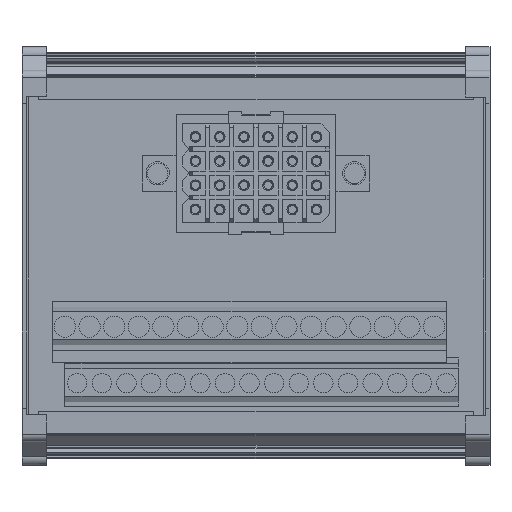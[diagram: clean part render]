
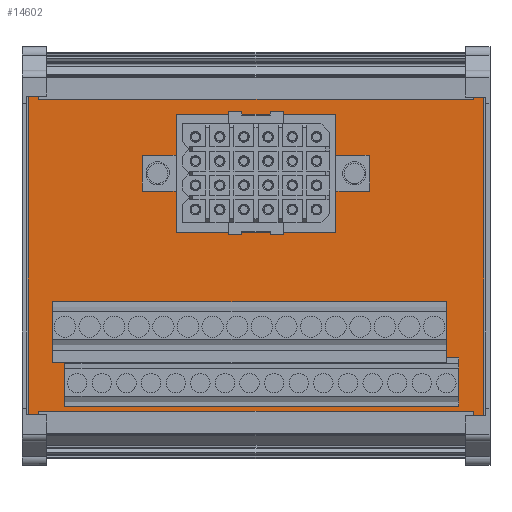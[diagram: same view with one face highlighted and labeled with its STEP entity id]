
A CAD part, top view. The second image highlights one B-rep face of the part: STEP entity #14602.
In plain terms, the highlighted planar face has unit normal (0, 0, 1).
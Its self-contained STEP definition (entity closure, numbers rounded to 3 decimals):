
#14430=AXIS2_PLACEMENT_3D('Plane Axis2P3D',#14427,#14428,#14429) ;
#14322=CARTESIAN_POINT('Vertex',(1.25,9.3,36.952)) ;
#14325=CARTESIAN_POINT('Line Origine',(1.25,43.3,36.952)) ;
#14329=CARTESIAN_POINT('Vertex',(1.25,77.3,36.952)) ;
#14359=CARTESIAN_POINT('Vertex',(95.36,9.3,36.952)) ;
#14362=CARTESIAN_POINT('Line Origine',(48.305,9.3,36.952)) ;
#14386=CARTESIAN_POINT('Vertex',(95.36,77.3,36.952)) ;
#14389=CARTESIAN_POINT('Line Origine',(95.36,43.3,36.952)) ;
#14412=CARTESIAN_POINT('Line Origine',(48.305,77.3,36.952)) ;
#14427=CARTESIAN_POINT('Axis2P3D Location',(1.25,9.3,36.952)) ;
#14438=CARTESIAN_POINT('Line Origine',(49.51,12.12,36.952)) ;
#14442=CARTESIAN_POINT('Vertex',(90.15,12.12,36.952)) ;
#14444=CARTESIAN_POINT('Vertex',(8.87,12.12,36.952)) ;
#14447=CARTESIAN_POINT('Line Origine',(8.87,16.62,36.952)) ;
#14451=CARTESIAN_POINT('Vertex',(8.87,21.12,36.952)) ;
#14454=CARTESIAN_POINT('Line Origine',(7.6,21.12,36.952)) ;
#14458=CARTESIAN_POINT('Vertex',(6.33,21.12,36.952)) ;
#14461=CARTESIAN_POINT('Line Origine',(6.33,27.42,36.952)) ;
#14465=CARTESIAN_POINT('Vertex',(6.33,33.72,36.952)) ;
#14468=CARTESIAN_POINT('Line Origine',(46.97,33.72,36.952)) ;
#14472=CARTESIAN_POINT('Vertex',(87.61,33.72,36.952)) ;
#14475=CARTESIAN_POINT('Line Origine',(87.61,27.92,36.952)) ;
#14479=CARTESIAN_POINT('Vertex',(87.61,22.12,36.952)) ;
#14482=CARTESIAN_POINT('Line Origine',(88.88,22.12,36.952)) ;
#14486=CARTESIAN_POINT('Vertex',(90.15,22.12,36.952)) ;
#14489=CARTESIAN_POINT('Line Origine',(90.15,17.12,36.952)) ;
#14504=CARTESIAN_POINT('Line Origine',(28.305,63.96,36.952)) ;
#14508=CARTESIAN_POINT('Vertex',(31.805,63.96,36.952)) ;
#14510=CARTESIAN_POINT('Vertex',(24.805,63.96,36.952)) ;
#14513=CARTESIAN_POINT('Line Origine',(31.805,68.21,36.952)) ;
#14517=CARTESIAN_POINT('Vertex',(31.805,72.46,36.952)) ;
#14520=CARTESIAN_POINT('Line Origine',(48.305,72.46,36.952)) ;
#14524=CARTESIAN_POINT('Vertex',(64.805,72.46,36.952)) ;
#14527=CARTESIAN_POINT('Line Origine',(64.805,68.21,36.952)) ;
#14531=CARTESIAN_POINT('Vertex',(64.805,63.96,36.952)) ;
#14534=CARTESIAN_POINT('Line Origine',(68.305,63.96,36.952)) ;
#14538=CARTESIAN_POINT('Vertex',(71.805,63.96,36.952)) ;
#14541=CARTESIAN_POINT('Line Origine',(71.805,60.26,36.952)) ;
#14545=CARTESIAN_POINT('Vertex',(71.805,56.56,36.952)) ;
#14548=CARTESIAN_POINT('Line Origine',(68.305,56.56,36.952)) ;
#14552=CARTESIAN_POINT('Vertex',(64.805,56.56,36.952)) ;
#14555=CARTESIAN_POINT('Line Origine',(64.805,52.31,36.952)) ;
#14559=CARTESIAN_POINT('Vertex',(64.805,48.06,36.952)) ;
#14562=CARTESIAN_POINT('Line Origine',(48.305,48.06,36.952)) ;
#14566=CARTESIAN_POINT('Vertex',(31.805,48.06,36.952)) ;
#14569=CARTESIAN_POINT('Line Origine',(31.805,52.31,36.952)) ;
#14573=CARTESIAN_POINT('Vertex',(31.805,56.56,36.952)) ;
#14576=CARTESIAN_POINT('Line Origine',(28.305,56.56,36.952)) ;
#14580=CARTESIAN_POINT('Vertex',(24.805,56.56,36.952)) ;
#14583=CARTESIAN_POINT('Line Origine',(24.805,60.26,36.952)) ;
#14326=DIRECTION('Vector Direction',(0.,-1.,0.)) ;
#14363=DIRECTION('Vector Direction',(1.,0.,0.)) ;
#14390=DIRECTION('Vector Direction',(0.,1.,0.)) ;
#14413=DIRECTION('Vector Direction',(-1.,0.,0.)) ;
#14428=DIRECTION('Axis2P3D Direction',(0.,0.,1.)) ;
#14429=DIRECTION('Axis2P3D XDirection',(0.,-1.,0.)) ;
#14439=DIRECTION('Vector Direction',(-1.,0.,0.)) ;
#14448=DIRECTION('Vector Direction',(0.,1.,0.)) ;
#14455=DIRECTION('Vector Direction',(-1.,0.,0.)) ;
#14462=DIRECTION('Vector Direction',(0.,1.,0.)) ;
#14469=DIRECTION('Vector Direction',(1.,0.,0.)) ;
#14476=DIRECTION('Vector Direction',(0.,-1.,0.)) ;
#14483=DIRECTION('Vector Direction',(1.,0.,0.)) ;
#14490=DIRECTION('Vector Direction',(0.,-1.,0.)) ;
#14505=DIRECTION('Vector Direction',(-1.,0.,0.)) ;
#14514=DIRECTION('Vector Direction',(0.,-1.,0.)) ;
#14521=DIRECTION('Vector Direction',(1.,0.,0.)) ;
#14528=DIRECTION('Vector Direction',(0.,1.,0.)) ;
#14535=DIRECTION('Vector Direction',(-1.,0.,0.)) ;
#14542=DIRECTION('Vector Direction',(0.,1.,0.)) ;
#14549=DIRECTION('Vector Direction',(1.,0.,0.)) ;
#14556=DIRECTION('Vector Direction',(0.,1.,0.)) ;
#14563=DIRECTION('Vector Direction',(-1.,0.,0.)) ;
#14570=DIRECTION('Vector Direction',(0.,-1.,0.)) ;
#14577=DIRECTION('Vector Direction',(1.,0.,0.)) ;
#14584=DIRECTION('Vector Direction',(0.,-1.,0.)) ;
#14327=VECTOR('Line Direction',#14326,1.) ;
#14364=VECTOR('Line Direction',#14363,1.) ;
#14391=VECTOR('Line Direction',#14390,1.) ;
#14414=VECTOR('Line Direction',#14413,1.) ;
#14440=VECTOR('Line Direction',#14439,1.) ;
#14449=VECTOR('Line Direction',#14448,1.) ;
#14456=VECTOR('Line Direction',#14455,1.) ;
#14463=VECTOR('Line Direction',#14462,1.) ;
#14470=VECTOR('Line Direction',#14469,1.) ;
#14477=VECTOR('Line Direction',#14476,1.) ;
#14484=VECTOR('Line Direction',#14483,1.) ;
#14491=VECTOR('Line Direction',#14490,1.) ;
#14506=VECTOR('Line Direction',#14505,1.) ;
#14515=VECTOR('Line Direction',#14514,1.) ;
#14522=VECTOR('Line Direction',#14521,1.) ;
#14529=VECTOR('Line Direction',#14528,1.) ;
#14536=VECTOR('Line Direction',#14535,1.) ;
#14543=VECTOR('Line Direction',#14542,1.) ;
#14550=VECTOR('Line Direction',#14549,1.) ;
#14557=VECTOR('Line Direction',#14556,1.) ;
#14564=VECTOR('Line Direction',#14563,1.) ;
#14571=VECTOR('Line Direction',#14570,1.) ;
#14578=VECTOR('Line Direction',#14577,1.) ;
#14585=VECTOR('Line Direction',#14584,1.) ;
#14433=ORIENTED_EDGE('',*,*,#14331,.T.) ;
#14434=ORIENTED_EDGE('',*,*,#14366,.T.) ;
#14435=ORIENTED_EDGE('',*,*,#14393,.T.) ;
#14436=ORIENTED_EDGE('',*,*,#14416,.T.) ;
#14495=ORIENTED_EDGE('',*,*,#14446,.T.) ;
#14496=ORIENTED_EDGE('',*,*,#14453,.T.) ;
#14497=ORIENTED_EDGE('',*,*,#14460,.T.) ;
#14498=ORIENTED_EDGE('',*,*,#14467,.T.) ;
#14499=ORIENTED_EDGE('',*,*,#14474,.T.) ;
#14500=ORIENTED_EDGE('',*,*,#14481,.T.) ;
#14501=ORIENTED_EDGE('',*,*,#14488,.T.) ;
#14502=ORIENTED_EDGE('',*,*,#14493,.T.) ;
#14589=ORIENTED_EDGE('',*,*,#14512,.F.) ;
#14590=ORIENTED_EDGE('',*,*,#14519,.F.) ;
#14591=ORIENTED_EDGE('',*,*,#14526,.T.) ;
#14592=ORIENTED_EDGE('',*,*,#14533,.F.) ;
#14593=ORIENTED_EDGE('',*,*,#14540,.F.) ;
#14594=ORIENTED_EDGE('',*,*,#14547,.F.) ;
#14595=ORIENTED_EDGE('',*,*,#14554,.F.) ;
#14596=ORIENTED_EDGE('',*,*,#14561,.F.) ;
#14597=ORIENTED_EDGE('',*,*,#14568,.T.) ;
#14598=ORIENTED_EDGE('',*,*,#14575,.F.) ;
#14599=ORIENTED_EDGE('',*,*,#14582,.F.) ;
#14600=ORIENTED_EDGE('',*,*,#14587,.F.) ;
#14503=FACE_BOUND('',#14494,.T.) ;
#14601=FACE_BOUND('',#14588,.T.) ;
#14602=ADVANCED_FACE('NONE',(#14437,#14503,#14601),#14431,.T.) ;
#14331=EDGE_CURVE('',#14330,#14323,#14328,.T.) ;
#14366=EDGE_CURVE('',#14323,#14360,#14365,.T.) ;
#14393=EDGE_CURVE('',#14360,#14387,#14392,.T.) ;
#14416=EDGE_CURVE('',#14387,#14330,#14415,.T.) ;
#14446=EDGE_CURVE('',#14443,#14445,#14441,.T.) ;
#14453=EDGE_CURVE('',#14445,#14452,#14450,.T.) ;
#14460=EDGE_CURVE('',#14452,#14459,#14457,.T.) ;
#14467=EDGE_CURVE('',#14459,#14466,#14464,.T.) ;
#14474=EDGE_CURVE('',#14466,#14473,#14471,.T.) ;
#14481=EDGE_CURVE('',#14473,#14480,#14478,.T.) ;
#14488=EDGE_CURVE('',#14480,#14487,#14485,.T.) ;
#14493=EDGE_CURVE('',#14487,#14443,#14492,.T.) ;
#14512=EDGE_CURVE('',#14509,#14511,#14507,.T.) ;
#14519=EDGE_CURVE('',#14518,#14509,#14516,.T.) ;
#14526=EDGE_CURVE('',#14518,#14525,#14523,.T.) ;
#14533=EDGE_CURVE('',#14532,#14525,#14530,.T.) ;
#14540=EDGE_CURVE('',#14539,#14532,#14537,.T.) ;
#14547=EDGE_CURVE('',#14546,#14539,#14544,.T.) ;
#14554=EDGE_CURVE('',#14553,#14546,#14551,.T.) ;
#14561=EDGE_CURVE('',#14560,#14553,#14558,.T.) ;
#14568=EDGE_CURVE('',#14560,#14567,#14565,.T.) ;
#14575=EDGE_CURVE('',#14574,#14567,#14572,.T.) ;
#14582=EDGE_CURVE('',#14581,#14574,#14579,.T.) ;
#14587=EDGE_CURVE('',#14511,#14581,#14586,.T.) ;
#14432=EDGE_LOOP('',(#14433,#14434,#14435,#14436)) ;
#14494=EDGE_LOOP('',(#14495,#14496,#14497,#14498,#14499,#14500,#14501,#14502)) ;
#14588=EDGE_LOOP('',(#14589,#14590,#14591,#14592,#14593,#14594,#14595,#14596,#14597,#14598,#14599,#14600)) ;
#14437=FACE_OUTER_BOUND('',#14432,.T.) ;
#14328=LINE('Line',#14325,#14327) ;
#14365=LINE('Line',#14362,#14364) ;
#14392=LINE('Line',#14389,#14391) ;
#14415=LINE('Line',#14412,#14414) ;
#14441=LINE('Line',#14438,#14440) ;
#14450=LINE('Line',#14447,#14449) ;
#14457=LINE('Line',#14454,#14456) ;
#14464=LINE('Line',#14461,#14463) ;
#14471=LINE('Line',#14468,#14470) ;
#14478=LINE('Line',#14475,#14477) ;
#14485=LINE('Line',#14482,#14484) ;
#14492=LINE('Line',#14489,#14491) ;
#14507=LINE('Line',#14504,#14506) ;
#14516=LINE('Line',#14513,#14515) ;
#14523=LINE('Line',#14520,#14522) ;
#14530=LINE('Line',#14527,#14529) ;
#14537=LINE('Line',#14534,#14536) ;
#14544=LINE('Line',#14541,#14543) ;
#14551=LINE('Line',#14548,#14550) ;
#14558=LINE('Line',#14555,#14557) ;
#14565=LINE('Line',#14562,#14564) ;
#14572=LINE('Line',#14569,#14571) ;
#14579=LINE('Line',#14576,#14578) ;
#14586=LINE('Line',#14583,#14585) ;
#14431=PLANE('',#14430) ;
#14323=VERTEX_POINT('',#14322) ;
#14330=VERTEX_POINT('',#14329) ;
#14360=VERTEX_POINT('',#14359) ;
#14387=VERTEX_POINT('',#14386) ;
#14443=VERTEX_POINT('',#14442) ;
#14445=VERTEX_POINT('',#14444) ;
#14452=VERTEX_POINT('',#14451) ;
#14459=VERTEX_POINT('',#14458) ;
#14466=VERTEX_POINT('',#14465) ;
#14473=VERTEX_POINT('',#14472) ;
#14480=VERTEX_POINT('',#14479) ;
#14487=VERTEX_POINT('',#14486) ;
#14509=VERTEX_POINT('',#14508) ;
#14511=VERTEX_POINT('',#14510) ;
#14518=VERTEX_POINT('',#14517) ;
#14525=VERTEX_POINT('',#14524) ;
#14532=VERTEX_POINT('',#14531) ;
#14539=VERTEX_POINT('',#14538) ;
#14546=VERTEX_POINT('',#14545) ;
#14553=VERTEX_POINT('',#14552) ;
#14560=VERTEX_POINT('',#14559) ;
#14567=VERTEX_POINT('',#14566) ;
#14574=VERTEX_POINT('',#14573) ;
#14581=VERTEX_POINT('',#14580) ;
